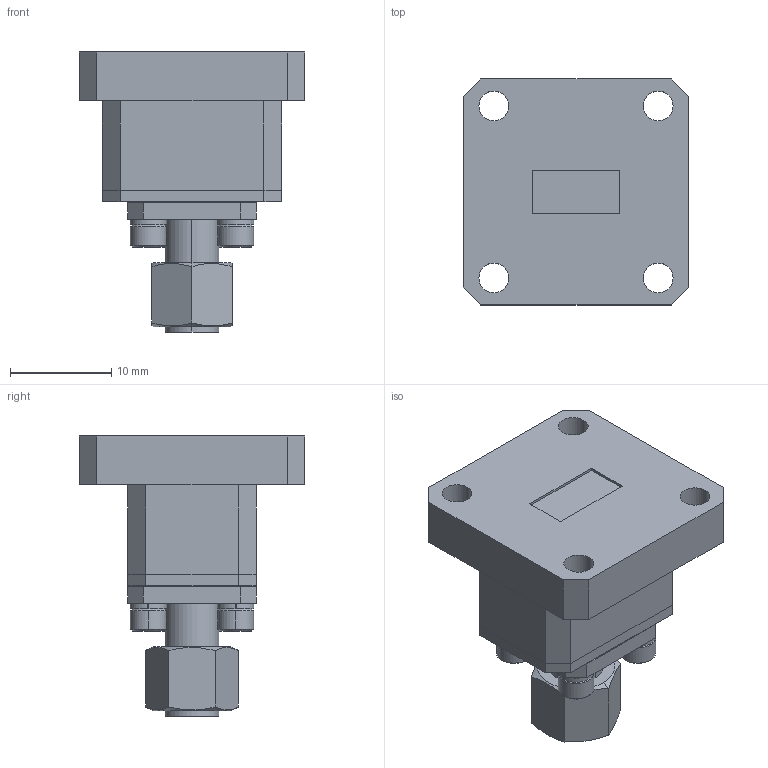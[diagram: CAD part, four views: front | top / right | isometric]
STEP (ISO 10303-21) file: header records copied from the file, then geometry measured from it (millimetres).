
FILE_DESCRIPTION (( 'STEP AP203' ), '1' );
FILE_NAME ('SWC-342M-E1.STEP', '2018-10-31T17:30:58', ( '' ), ( '' ), 'SwSTEP 2.0', 'SolidWorks 2016', '' );
FILE_SCHEMA (( 'CONFIG_CONTROL_DESIGN' ));
Length unit declared in the file: inch
Products named in the file (1): SWC-342M-E1
Bounding box: 22.35 x 22.35 x 27.7 mm (x, y, z)
Volume: 5107.7 mm3; surface area: 4093.9 mm2
Topology: 13 solids, 13 shells, 505 faces, 1286 edges, 820 vertices
Faces by surface type: cylinder 300, plane 119, cone 78, bspline 8
Entity records: 20749 total; most frequent: CARTESIAN_POINT 9780, ORIENTED_EDGE 2548, DIRECTION 2004, EDGE_CURVE 1274, VERTEX_POINT 820, AXIS2_PLACEMENT_3D 736, EDGE_LOOP 558, LINE 532
